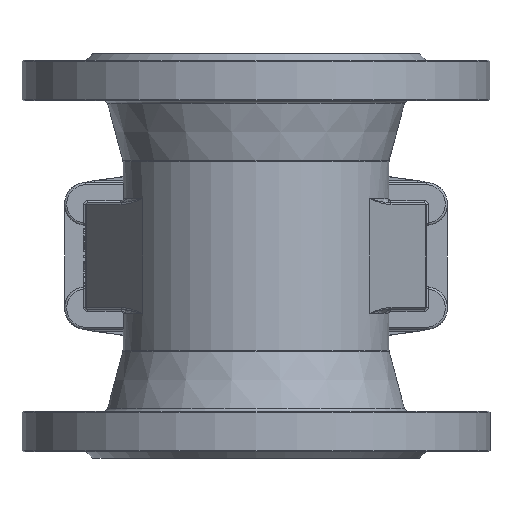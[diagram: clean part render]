
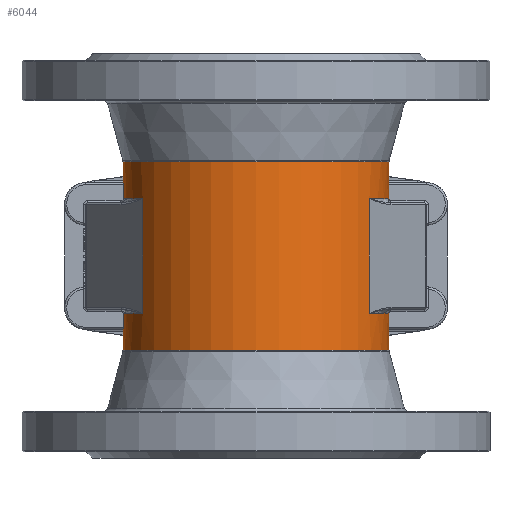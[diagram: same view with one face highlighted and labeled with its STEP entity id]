
A CAD part, front view. The second image highlights one B-rep face of the part: STEP entity #6044.
In plain terms, the highlighted cylindrical face has radius 62.5 mm (diameter 125 mm), a full revolution.
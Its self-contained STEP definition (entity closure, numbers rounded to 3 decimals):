
#451=CIRCLE('',#6604,62.5);
#452=CIRCLE('',#6605,62.5);
#455=CIRCLE('',#6610,62.5);
#475=CIRCLE('',#6637,62.5);
#477=CIRCLE('',#6639,62.5);
#478=CIRCLE('',#6641,62.5);
#500=CIRCLE('',#6685,62.5);
#501=CIRCLE('',#6686,62.5);
#504=CIRCLE('',#6691,62.5);
#524=CIRCLE('',#6721,62.5);
#525=CIRCLE('',#6722,62.5);
#527=CIRCLE('',#6725,62.5);
#791=CYLINDRICAL_SURFACE('',#6724,62.5);
#1118=FACE_OUTER_BOUND('',#1532,.T.);
#1532=EDGE_LOOP('',(#5139,#5140,#5141,#5142,#5143,#5144,#5145,#5146,#5147,
#5148,#5149,#5150,#5151,#5152,#5153,#5154,#5155,#5156,#5157,#5158,#5159,
#5160));
#1894=LINE('',#11271,#2261);
#1895=LINE('',#11441,#2262);
#1914=LINE('',#11791,#2281);
#1915=LINE('',#11889,#2282);
#1916=LINE('',#12060,#2283);
#1920=LINE('',#12269,#2287);
#1921=LINE('',#12270,#2288);
#1922=LINE('',#12272,#2289);
#2261=VECTOR('',#7981,10.);
#2262=VECTOR('',#7992,10.);
#2281=VECTOR('',#8153,10.);
#2282=VECTOR('',#8164,10.);
#2283=VECTOR('',#8177,10.);
#2287=VECTOR('',#8241,62.5);
#2288=VECTOR('',#8242,62.5);
#2289=VECTOR('',#8245,10.);
#2713=VERTEX_POINT('',#11163);
#2714=VERTEX_POINT('',#11183);
#2715=VERTEX_POINT('',#11185);
#2717=VERTEX_POINT('',#11270);
#2719=VERTEX_POINT('',#11355);
#2721=VERTEX_POINT('',#11440);
#2725=VERTEX_POINT('',#11592);
#2739=VERTEX_POINT('',#11649);
#2740=VERTEX_POINT('',#11650);
#2761=VERTEX_POINT('',#11771);
#2763=VERTEX_POINT('',#11798);
#2764=VERTEX_POINT('',#11807);
#2765=VERTEX_POINT('',#11880);
#2768=VERTEX_POINT('',#11970);
#2769=VERTEX_POINT('',#12051);
#2773=VERTEX_POINT('',#12205);
#2787=VERTEX_POINT('',#12263);
#2788=VERTEX_POINT('',#12264);
#3454=EDGE_CURVE('',#2714,#2713,#451,.T.);
#3455=EDGE_CURVE('',#2715,#2714,#452,.T.);
#3460=EDGE_CURVE('',#2717,#2715,#1894,.T.);
#3465=EDGE_CURVE('',#2719,#2717,#455,.T.);
#3470=EDGE_CURVE('',#2721,#2719,#1895,.T.);
#3496=EDGE_CURVE('',#2739,#2740,#475,.T.);
#3498=EDGE_CURVE('',#2740,#2739,#477,.T.);
#3499=EDGE_CURVE('',#2725,#2721,#478,.T.);
#3539=EDGE_CURVE('',#2761,#2713,#1914,.T.);
#3542=EDGE_CURVE('',#2763,#2764,#500,.T.);
#3543=EDGE_CURVE('',#2764,#2761,#501,.T.);
#3547=EDGE_CURVE('',#2765,#2763,#1915,.T.);
#3553=EDGE_CURVE('',#2768,#2765,#504,.T.);
#3557=EDGE_CURVE('',#2769,#2768,#1916,.T.);
#3583=EDGE_CURVE('',#2787,#2788,#524,.T.);
#3584=EDGE_CURVE('',#2788,#2787,#525,.T.);
#3586=EDGE_CURVE('',#2740,#2714,#1920,.T.);
#3587=EDGE_CURVE('',#2764,#2788,#1921,.T.);
#3588=EDGE_CURVE('',#2773,#2769,#527,.T.);
#3589=EDGE_CURVE('',#2773,#2725,#1922,.T.);
#5139=ORIENTED_EDGE('',*,*,#3496,.T.);
#5140=ORIENTED_EDGE('',*,*,#3586,.T.);
#5141=ORIENTED_EDGE('',*,*,#3454,.T.);
#5142=ORIENTED_EDGE('',*,*,#3539,.F.);
#5143=ORIENTED_EDGE('',*,*,#3543,.F.);
#5144=ORIENTED_EDGE('',*,*,#3587,.T.);
#5145=ORIENTED_EDGE('',*,*,#3583,.F.);
#5146=ORIENTED_EDGE('',*,*,#3584,.F.);
#5147=ORIENTED_EDGE('',*,*,#3587,.F.);
#5148=ORIENTED_EDGE('',*,*,#3542,.F.);
#5149=ORIENTED_EDGE('',*,*,#3547,.F.);
#5150=ORIENTED_EDGE('',*,*,#3553,.F.);
#5151=ORIENTED_EDGE('',*,*,#3557,.F.);
#5152=ORIENTED_EDGE('',*,*,#3588,.F.);
#5153=ORIENTED_EDGE('',*,*,#3589,.T.);
#5154=ORIENTED_EDGE('',*,*,#3499,.T.);
#5155=ORIENTED_EDGE('',*,*,#3470,.T.);
#5156=ORIENTED_EDGE('',*,*,#3465,.T.);
#5157=ORIENTED_EDGE('',*,*,#3460,.T.);
#5158=ORIENTED_EDGE('',*,*,#3455,.T.);
#5159=ORIENTED_EDGE('',*,*,#3586,.F.);
#5160=ORIENTED_EDGE('',*,*,#3498,.T.);
#6044=ADVANCED_FACE('',(#1118),#791,.T.);
#6604=AXIS2_PLACEMENT_3D('',#11184,#7973,#7974);
#6605=AXIS2_PLACEMENT_3D('',#11186,#7975,#7976);
#6610=AXIS2_PLACEMENT_3D('',#11356,#7986,#7987);
#6637=AXIS2_PLACEMENT_3D('',#11651,#8043,#8044);
#6639=AXIS2_PLACEMENT_3D('',#11653,#8047,#8048);
#6641=AXIS2_PLACEMENT_3D('',#11655,#8051,#8052);
#6685=AXIS2_PLACEMENT_3D('',#11808,#8156,#8157);
#6686=AXIS2_PLACEMENT_3D('',#11809,#8158,#8159);
#6691=AXIS2_PLACEMENT_3D('',#11979,#8169,#8170);
#6721=AXIS2_PLACEMENT_3D('',#12265,#8233,#8234);
#6722=AXIS2_PLACEMENT_3D('',#12266,#8235,#8236);
#6724=AXIS2_PLACEMENT_3D('',#12268,#8239,#8240);
#6725=AXIS2_PLACEMENT_3D('',#12271,#8243,#8244);
#7973=DIRECTION('center_axis',(0.,0.,-1.));
#7974=DIRECTION('ref_axis',(0.94,0.341,0.));
#7975=DIRECTION('center_axis',(0.,0.,-1.));
#7976=DIRECTION('ref_axis',(0.94,0.341,0.));
#7981=DIRECTION('',(0.,0.,1.));
#7986=DIRECTION('center_axis',(0.,0.,-1.));
#7987=DIRECTION('ref_axis',(0.,1.,0.));
#7992=DIRECTION('',(0.,0.,-1.));
#8043=DIRECTION('center_axis',(0.,0.,1.));
#8044=DIRECTION('ref_axis',(1.,0.,0.));
#8047=DIRECTION('center_axis',(0.,0.,1.));
#8048=DIRECTION('ref_axis',(1.,0.,0.));
#8051=DIRECTION('center_axis',(0.,0.,-1.));
#8052=DIRECTION('ref_axis',(-0.94,0.341,0.));
#8153=DIRECTION('',(0.,0.,-1.));
#8156=DIRECTION('center_axis',(0.,0.,-1.));
#8157=DIRECTION('ref_axis',(0.94,0.341,0.));
#8158=DIRECTION('center_axis',(0.,0.,-1.));
#8159=DIRECTION('ref_axis',(0.94,0.341,0.));
#8164=DIRECTION('',(0.,0.,-1.));
#8169=DIRECTION('center_axis',(0.,0.,-1.));
#8170=DIRECTION('ref_axis',(0.,1.,0.));
#8177=DIRECTION('',(0.,0.,1.));
#8233=DIRECTION('center_axis',(0.,0.,1.));
#8234=DIRECTION('ref_axis',(1.,0.,0.));
#8235=DIRECTION('center_axis',(0.,0.,1.));
#8236=DIRECTION('ref_axis',(1.,0.,0.));
#8239=DIRECTION('center_axis',(0.,0.,-1.));
#8240=DIRECTION('ref_axis',(-1.,0.,0.));
#8241=DIRECTION('',(0.,0.,1.));
#8242=DIRECTION('',(0.,0.,1.));
#8243=DIRECTION('center_axis',(0.,0.,-1.));
#8244=DIRECTION('ref_axis',(-0.94,0.341,0.));
#8245=DIRECTION('',(0.,0.,-1.));
#11163=CARTESIAN_POINT('',(53.302,-32.636,-119.));
#11183=CARTESIAN_POINT('',(62.5,0.,-119.));
#11184=CARTESIAN_POINT('Origin',(0.,0.,-119.));
#11185=CARTESIAN_POINT('',(21.318,58.752,-119.));
#11186=CARTESIAN_POINT('Origin',(0.,0.,-119.));
#11270=CARTESIAN_POINT('',(21.318,58.752,-124.));
#11271=CARTESIAN_POINT('',(21.318,58.752,-165.));
#11355=CARTESIAN_POINT('',(-21.318,58.752,-124.));
#11356=CARTESIAN_POINT('Origin',(0.,0.,-124.));
#11440=CARTESIAN_POINT('',(-21.318,58.752,-119.));
#11441=CARTESIAN_POINT('',(-21.318,58.752,-165.));
#11592=CARTESIAN_POINT('',(-53.302,-32.636,-119.));
#11649=CARTESIAN_POINT('',(-62.5,0.,-136.237));
#11650=CARTESIAN_POINT('',(62.5,0.,-136.237));
#11651=CARTESIAN_POINT('Origin',(0.,0.,-136.237));
#11653=CARTESIAN_POINT('Origin',(0.,0.,-136.237));
#11655=CARTESIAN_POINT('Origin',(0.,0.,-119.));
#11771=CARTESIAN_POINT('',(53.302,-32.636,-65.));
#11791=CARTESIAN_POINT('',(53.302,-32.636,-19.));
#11798=CARTESIAN_POINT('',(21.318,58.752,-65.));
#11807=CARTESIAN_POINT('',(62.5,0.,-65.));
#11808=CARTESIAN_POINT('Origin',(0.,0.,-65.));
#11809=CARTESIAN_POINT('Origin',(0.,0.,-65.));
#11880=CARTESIAN_POINT('',(21.318,58.752,-60.));
#11889=CARTESIAN_POINT('',(21.318,58.752,-19.));
#11970=CARTESIAN_POINT('',(-21.318,58.752,-60.));
#11979=CARTESIAN_POINT('Origin',(0.,0.,-60.));
#12051=CARTESIAN_POINT('',(-21.318,58.752,-65.));
#12060=CARTESIAN_POINT('',(-21.318,58.752,-19.));
#12205=CARTESIAN_POINT('',(-53.302,-32.636,-65.));
#12263=CARTESIAN_POINT('',(-62.5,0.,-47.763));
#12264=CARTESIAN_POINT('',(62.5,0.,-47.763));
#12265=CARTESIAN_POINT('Origin',(0.,0.,-47.763));
#12266=CARTESIAN_POINT('Origin',(0.,0.,-47.763));
#12268=CARTESIAN_POINT('Origin',(0.,0.,-19.));
#12269=CARTESIAN_POINT('',(62.5,0.,-19.));
#12270=CARTESIAN_POINT('',(62.5,0.,-19.));
#12271=CARTESIAN_POINT('Origin',(0.,0.,-65.));
#12272=CARTESIAN_POINT('',(-53.302,-32.636,-19.));
